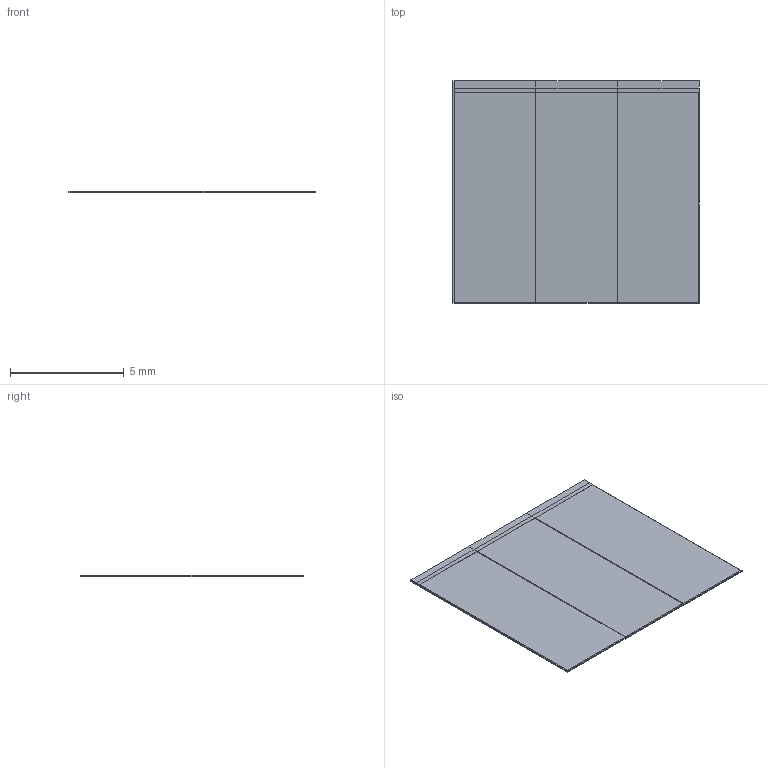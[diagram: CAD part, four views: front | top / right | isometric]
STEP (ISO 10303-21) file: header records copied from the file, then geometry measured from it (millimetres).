
FILE_DESCRIPTION(('FreeCAD Model'),'2;1');
FILE_NAME('Open CASCADE Shape Model','2024-12-03T15:52:26',(''),(''), 'Open CASCADE STEP processor 7.7','FreeCAD','Unknown');
FILE_SCHEMA(('AUTOMOTIVE_DESIGN { 1 0 10303 214 1 1 1 1 }'));
Length unit declared in the file: millimetre
Products named in the file (20): TopQuarterUnit_A2plus; TopTile; ActivePixelArray; Biasing; PowerSwitches; Readout; Pads; TopTile001; ActivePixelArray001; Biasing001; PowerSwitches001; Readout001; Pads001; TopTile002; ActivePixelArray002; Biasing002; PowerSwitches002; Readout002; Pads002; QuarterUnit_DataBackbone_001
Assembly tree (19 placements, depth 3):
  TopQuarterUnit_A2plus
    TopTile
      ActivePixelArray
      Biasing
      PowerSwitches
      Readout
      Pads
    TopTile001
      ActivePixelArray001
      Biasing001
      PowerSwitches001
      Readout001
      Pads001
    TopTile002
      ActivePixelArray002
      Biasing002
      PowerSwitches002
      Readout002
      Pads002
    QuarterUnit_DataBackbone_001
Bounding box: 10.83 x 9.78 x 0.05 mm (x, y, z)
Volume: 5.3 mm3; surface area: 222.9 mm2
Topology: 16 solids, 16 shells, 96 faces, 192 edges, 128 vertices
Faces by surface type: plane 96
Entity records: 5416 total; most frequent: CARTESIAN_POINT 820, DIRECTION 808, LINE 576, VECTOR 576, ORIENTED_EDGE 384, PCURVE 384, DEFINITIONAL_REPRESENTATION 384, EDGE_CURVE 192
